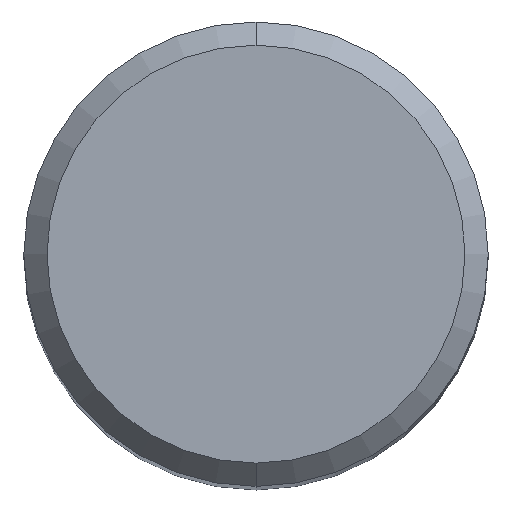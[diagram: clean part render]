
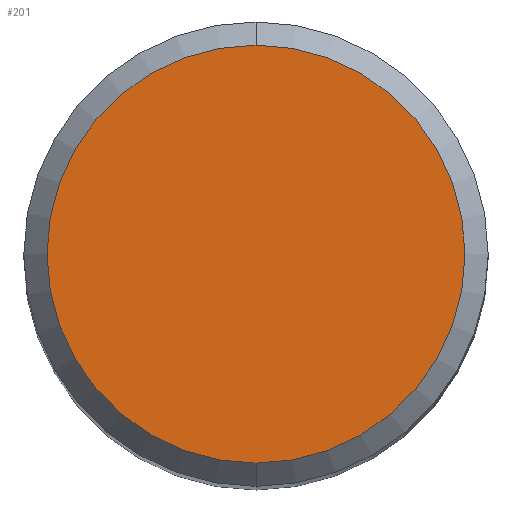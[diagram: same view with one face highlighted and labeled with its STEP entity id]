
A CAD part, top view. The second image highlights one B-rep face of the part: STEP entity #201.
In plain terms, the highlighted planar face has unit normal (0, 0, 1).
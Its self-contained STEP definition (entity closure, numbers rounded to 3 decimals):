
#149=VERTEX_POINT('',#307);
#161=EDGE_CURVE('',#165,#149,#320,.T.);
#165=VERTEX_POINT('',#324);
#169=EDGE_CURVE('',#149,#165,#329,.T.);
#201=ADVANCED_FACE('',(#364),#365,.T.);
#307=CARTESIAN_POINT('',(0.0,3.6,0.0));
#320=CIRCLE('',#496,3.6);
#324=CARTESIAN_POINT('',(0.,-3.6,0.0));
#329=CIRCLE('',#507,3.6);
#364=FACE_OUTER_BOUND('',#556,.T.);
#365=PLANE('',#557);
#496=AXIS2_PLACEMENT_3D('',#685,#686,#687);
#507=AXIS2_PLACEMENT_3D('',#699,#700,#701);
#556=EDGE_LOOP('',(#742,#743));
#557=AXIS2_PLACEMENT_3D('',#744,#745,#746);
#685=CARTESIAN_POINT('',(0.0,0.0,0.0));
#686=DIRECTION('',(0.0,0.0,-1.0));
#687=DIRECTION('',(0.0,1.0,0.0));
#699=CARTESIAN_POINT('',(0.0,0.0,0.0));
#700=DIRECTION('',(0.0,0.0,-1.0));
#701=DIRECTION('',(0.0,1.0,0.0));
#742=ORIENTED_EDGE('',*,*,#169,.F.);
#743=ORIENTED_EDGE('',*,*,#161,.F.);
#744=CARTESIAN_POINT('',(0.0,1.8,0.0));
#745=DIRECTION('',(-0.0,0.0,1.0));
#746=DIRECTION('',(0.0,-1.0,0.0));
